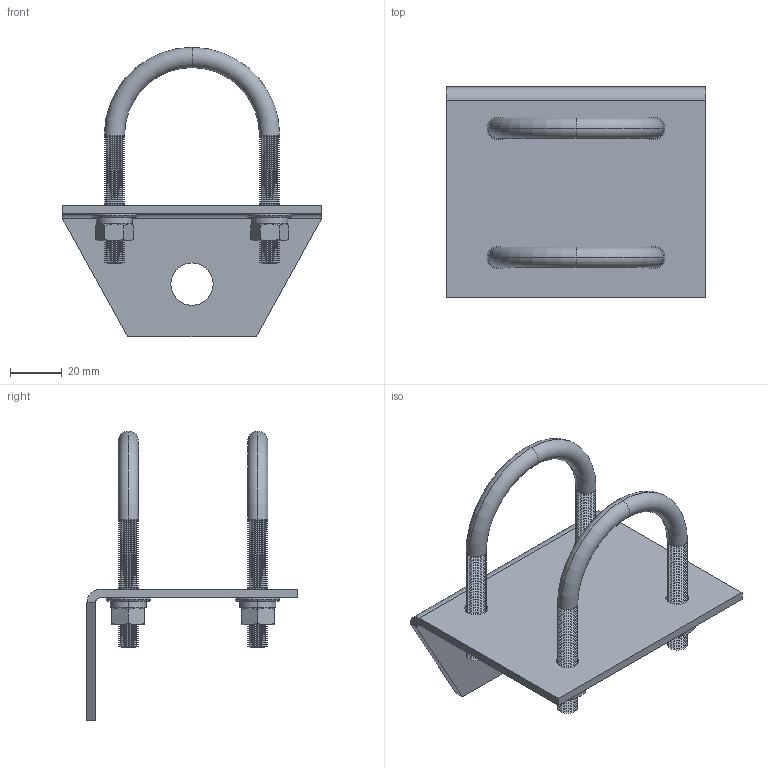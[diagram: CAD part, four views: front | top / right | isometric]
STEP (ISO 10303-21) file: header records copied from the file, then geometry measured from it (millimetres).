
FILE_DESCRIPTION (( 'STEP AP214' ), '1' );
FILE_NAME ('HGX-PMT23.STEP', '2014-05-08T18:37:55', ( 'L-Com' ), ( 'L-Com Global Connectivity' ), 'SwSTEP 2.0', 'SolidWorks 2014', '' );
FILE_SCHEMA (( 'AUTOMOTIVE_DESIGN' ));
Length unit declared in the file: inch
Products named in the file (3): HGX-PMT23_U-Bolt; HGX-PMT23_Bracket; HGX-PMT23
Assembly tree (3 placements, depth 2):
  HGX-PMT23
    HGX-PMT23_Bracket
    HGX-PMT23_U-Bolt  x2
Bounding box: 100.33 x 81.28 x 111.89 mm (x, y, z)
Volume: 58189.5 mm3; surface area: 41466.8 mm2
Topology: 3 solids, 3 shells, 1042 faces, 2108 edges, 1096 vertices
Faces by surface type: cone 896, plane 62, cylinder 52, torus 32
Entity records: 20517 total; most frequent: DIRECTION 2680, CARTESIAN_POINT 2594, ORIENTED_EDGE 2164, AXIS2_PLACEMENT_3D 1084, EDGE_CURVE 1082, VERTEX_POINT 566, EDGE_LOOP 554, CIRCLE 546
